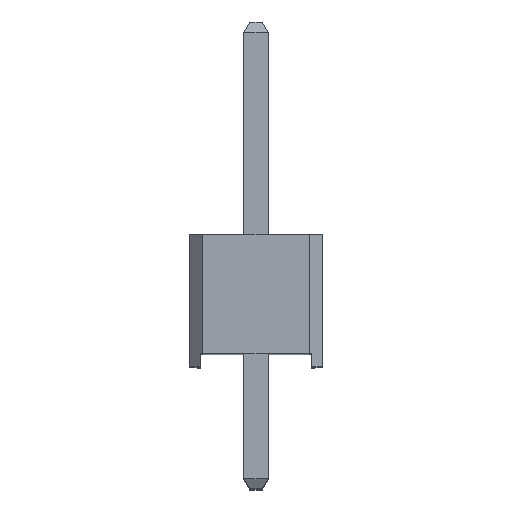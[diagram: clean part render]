
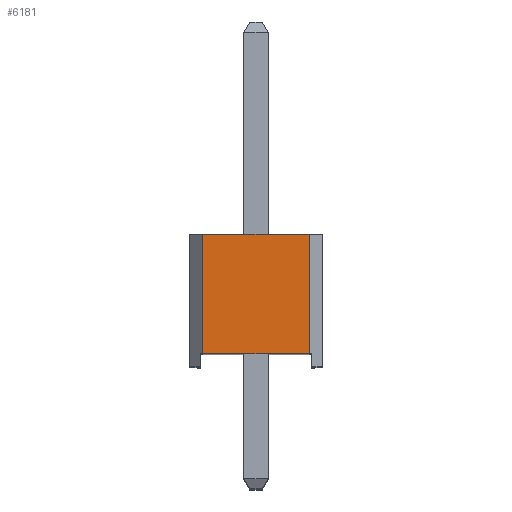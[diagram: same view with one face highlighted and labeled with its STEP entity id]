
A CAD part, top view. The second image highlights one B-rep face of the part: STEP entity #6181.
In plain terms, the highlighted planar face has unit normal (0, 0, 1).
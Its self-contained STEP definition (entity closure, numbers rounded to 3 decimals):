
#933=EDGE_CURVE('',#2472,#2469,#2473,.T.);
#1145=EDGE_CURVE('',#2782,#2785,#2786,.T.);
#1331=EDGE_CURVE('',#2469,#2785,#3021,.T.);
#1333=EDGE_CURVE('',#2472,#2782,#3023,.T.);
#2469=VERTEX_POINT('',#4554);
#2472=VERTEX_POINT('',#4559);
#2473=LINE('',#4560,#4561);
#2782=VERTEX_POINT('',#5079);
#2785=VERTEX_POINT('',#5084);
#2786=LINE('',#5085,#5086);
#3021=LINE('',#5506,#5507);
#3023=LINE('',#5510,#5511);
#4554=CARTESIAN_POINT('',(1.0,0.25,12.065));
#4559=CARTESIAN_POINT('',(-1.0,0.25,12.065));
#4560=CARTESIAN_POINT('',(-1.0,0.25,12.065));
#4561=VECTOR('',#7784,2.0);
#5079=CARTESIAN_POINT('',(-1.0,2.5,12.065));
#5084=CARTESIAN_POINT('',(1.0,2.5,12.065));
#5085=CARTESIAN_POINT('',(-1.0,2.5,12.065));
#5086=VECTOR('',#7890,2.0);
#5506=CARTESIAN_POINT('',(1.0,0.25,12.065));
#5507=VECTOR('',#7983,2.25);
#5510=CARTESIAN_POINT('',(-1.0,0.25,12.065));
#5511=VECTOR('',#7984,2.25);
#6181=ADVANCED_FACE('',(#8261),#8262,.T.);
#7784=DIRECTION('',(1.0,0.0,0.0));
#7890=DIRECTION('',(1.0,0.0,0.0));
#7983=DIRECTION('',(0.0,1.0,0.0));
#7984=DIRECTION('',(0.0,1.0,0.0));
#8261=FACE_OUTER_BOUND('',#9140,.T.);
#8262=PLANE('',#9141);
#9140=EDGE_LOOP('',(#10217,#10218,#10219,#10220));
#9141=AXIS2_PLACEMENT_3D('',#10221,#10222,#10223);
#10217=ORIENTED_EDGE('',*,*,#1331,.T.);
#10218=ORIENTED_EDGE('',*,*,#1145,.F.);
#10219=ORIENTED_EDGE('',*,*,#1333,.F.);
#10220=ORIENTED_EDGE('',*,*,#933,.T.);
#10221=CARTESIAN_POINT('',(-1.0,0.0,12.065));
#10222=DIRECTION('',(0.0,0.0,1.0));
#10223=DIRECTION('',(1.0,0.0,0.0));
